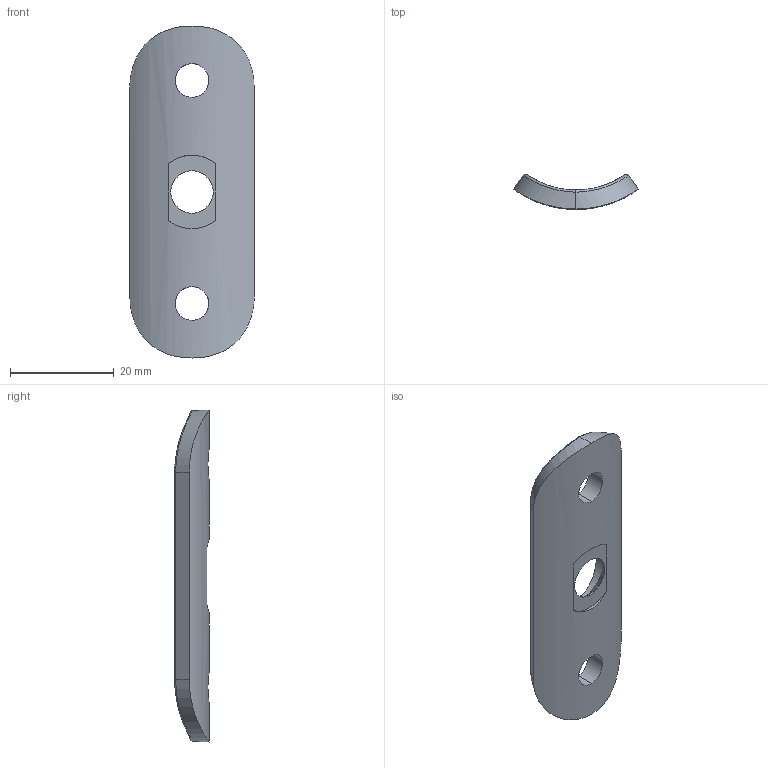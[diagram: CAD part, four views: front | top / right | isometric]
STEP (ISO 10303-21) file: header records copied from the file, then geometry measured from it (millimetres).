
FILE_DESCRIPTION (( 'STEP AP203' ), '1' );
FILE_NAME ('60181-V4A.step', '2019-03-20T12:33:20', ( '' ), ( '' ), 'SwSTEP 2.0', 'SolidWorks 2015', '' );
FILE_SCHEMA (( 'CONFIG_CONTROL_DESIGN' ));
Length unit declared in the file: millimetre
Products named in the file (1): 60181-V4A
Bounding box: 24 x 6.68 x 64 mm (x, y, z)
Volume: 4424.4 mm3; surface area: 3288.2 mm2
Topology: 1 solids, 1 shells, 241 faces, 626 edges, 414 vertices
Faces by surface type: plane 107, bspline 87, cylinder 45, cone 2
Entity records: 11702 total; most frequent: CARTESIAN_POINT 6365, ORIENTED_EDGE 1252, DIRECTION 800, EDGE_CURVE 626, VERTEX_POINT 414, VECTOR 300, LINE 300, EDGE_LOOP 274
